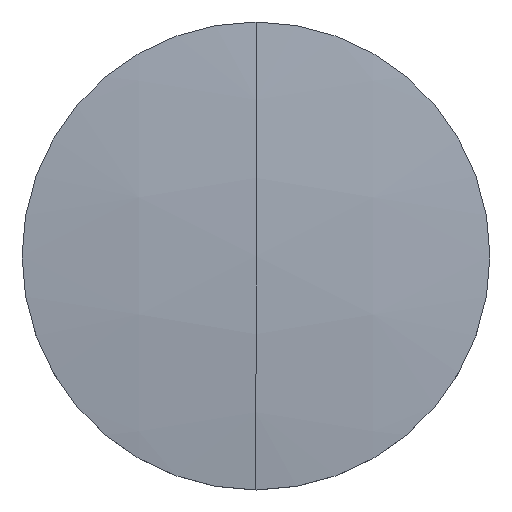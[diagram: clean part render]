
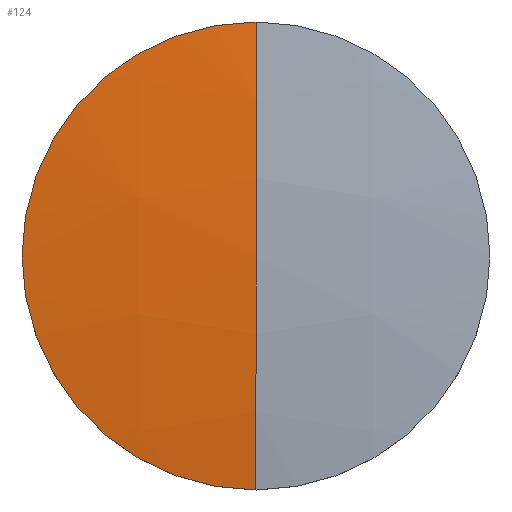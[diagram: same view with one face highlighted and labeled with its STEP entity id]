
A CAD part, top view. The second image highlights one B-rep face of the part: STEP entity #124.
In plain terms, the highlighted spherical face has radius 200 mm.
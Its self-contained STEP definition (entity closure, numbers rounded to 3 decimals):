
#3 = DIRECTION ( 'NONE',  ( 0., 1., 0. ) ) ;
#18 = CARTESIAN_POINT ( 'NONE',  ( 0., -25., 1.716 ) ) ;
#24 = CIRCLE ( 'NONE', #206, 200. ) ;
#28 = FACE_OUTER_BOUND ( 'NONE', #121, .T. ) ;
#31 = DIRECTION ( 'NONE',  ( -1., 0., 0. ) ) ;
#42 = ORIENTED_EDGE ( 'NONE', *, *, #49, .T. ) ;
#46 = DIRECTION ( 'NONE',  ( 0., -1., 0. ) ) ;
#49 = EDGE_CURVE ( 'NONE', #55, #74, #231, .T. ) ;
#55 = VERTEX_POINT ( 'NONE', #18 ) ;
#66 = ORIENTED_EDGE ( 'NONE', *, *, #85, .T. ) ;
#71 = DIRECTION ( 'NONE',  ( -1., 0., 0. ) ) ;
#74 = VERTEX_POINT ( 'NONE', #151 ) ;
#77 = AXIS2_PLACEMENT_3D ( 'NONE', #251, #232, #46 ) ;
#85 = EDGE_CURVE ( 'NONE', #144, #55, #199, .T. ) ;
#109 = CARTESIAN_POINT ( 'NONE',  ( 0., 0., -196.715 ) ) ;
#121 = EDGE_LOOP ( 'NONE', ( #66, #42, #182 ) ) ;
#124 = ADVANCED_FACE ( 'NONE', ( #28 ), #167, .T. ) ;
#127 = CARTESIAN_POINT ( 'NONE',  ( 0., 0., -196.715 ) ) ;
#134 = AXIS2_PLACEMENT_3D ( 'NONE', #148, #71, #3 ) ;
#144 = VERTEX_POINT ( 'NONE', #189 ) ;
#148 = CARTESIAN_POINT ( 'NONE',  ( 0., 0., -196.715 ) ) ;
#151 = CARTESIAN_POINT ( 'NONE',  ( 0., 0., 3.285 ) ) ;
#167 = SPHERICAL_SURFACE ( 'NONE', #134, 200. ) ;
#175 = DIRECTION ( 'NONE',  ( 0., -1., 0. ) ) ;
#182 = ORIENTED_EDGE ( 'NONE', *, *, #260, .F. ) ;
#189 = CARTESIAN_POINT ( 'NONE',  ( 0., 25., 1.716 ) ) ;
#199 = CIRCLE ( 'NONE', #77, 25. ) ;
#206 = AXIS2_PLACEMENT_3D ( 'NONE', #109, #219, #221 ) ;
#219 = DIRECTION ( 'NONE',  ( 1., 0., 0. ) ) ;
#221 = DIRECTION ( 'NONE',  ( 0., 0., -1. ) ) ;
#231 = CIRCLE ( 'NONE', #245, 200. ) ;
#232 = DIRECTION ( 'NONE',  ( 0., 0., 1. ) ) ;
#245 = AXIS2_PLACEMENT_3D ( 'NONE', #127, #31, #175 ) ;
#251 = CARTESIAN_POINT ( 'NONE',  ( 0., 0., 1.716 ) ) ;
#260 = EDGE_CURVE ( 'NONE', #144, #74, #24, .T. ) ;
